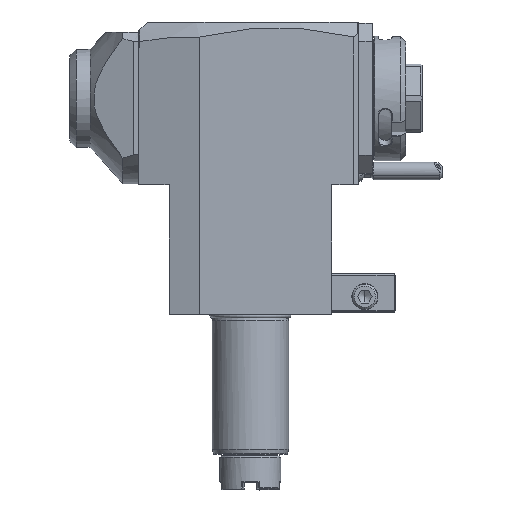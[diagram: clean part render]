
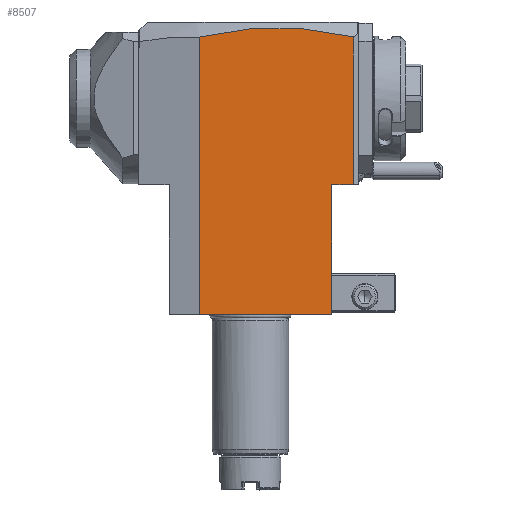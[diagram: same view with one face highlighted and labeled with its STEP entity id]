
A CAD part, top view. The second image highlights one B-rep face of the part: STEP entity #8507.
In plain terms, the highlighted planar face has unit normal (0, 0, 1).
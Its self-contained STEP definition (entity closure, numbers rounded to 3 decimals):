
#1=DIRECTION('',(-1.,0.,0.));
#2=VECTOR('',#1,52.);
#3=CARTESIAN_POINT('',(32.,0.,32.));
#4=LINE('',#3,#2);
#155=DIRECTION('',(-1.,0.,0.));
#156=VECTOR('',#155,8.5);
#157=CARTESIAN_POINT('',(40.5,51.,32.));
#158=LINE('',#157,#156);
#159=CARTESIAN_POINT('',(40.5,109.133,32.));
#160=CARTESIAN_POINT('',(35.458,110.345,32.));
#161=CARTESIAN_POINT('',(25.373,112.145,32.));
#162=CARTESIAN_POINT('',(10.247,113.032,32.));
#163=CARTESIAN_POINT('',(-4.877,112.124,32.));
#164=CARTESIAN_POINT('',(-14.959,110.311,32.));
#165=CARTESIAN_POINT('',(-20.,109.092,32.));
#171=DIRECTION('',(0.,1.,0.));
#172=VECTOR('',#171,58.133);
#173=CARTESIAN_POINT('',(40.5,51.,32.));
#174=LINE('',#173,#172);
#398=DIRECTION('',(0.,-1.,0.));
#399=VECTOR('',#398,109.092);
#400=CARTESIAN_POINT('',(-20.,109.092,32.));
#401=LINE('',#400,#399);
#1067=DIRECTION('',(0.,1.,0.));
#1068=VECTOR('',#1067,51.);
#1069=CARTESIAN_POINT('',(32.,0.,32.));
#1070=LINE('',#1069,#1068);
#7875=VERTEX_POINT('',#159);
#7876=VERTEX_POINT('',#165);
#8249=CARTESIAN_POINT('',(40.5,51.,32.));
#8250=VERTEX_POINT('',#8249);
#8255=CARTESIAN_POINT('',(32.,0.,32.));
#8256=CARTESIAN_POINT('',(-20.,0.,32.));
#8257=VERTEX_POINT('',#8255);
#8258=VERTEX_POINT('',#8256);
#8455=CARTESIAN_POINT('',(32.,51.,32.));
#8456=VERTEX_POINT('',#8455);
#8489=CARTESIAN_POINT('',(-35.103,51.,32.));
#8490=DIRECTION('',(0.,0.,1.));
#8491=DIRECTION('',(1.,0.,0.));
#8492=AXIS2_PLACEMENT_3D('',#8489,#8490,#8491);
#8493=PLANE('',#8492);
#8495=ORIENTED_EDGE('',*,*,#8494,.F.);
#8497=ORIENTED_EDGE('',*,*,#8496,.T.);
#8499=ORIENTED_EDGE('',*,*,#8498,.F.);
#8500=ORIENTED_EDGE('',*,*,#8462,.T.);
#8502=ORIENTED_EDGE('',*,*,#8501,.F.);
#8504=ORIENTED_EDGE('',*,*,#8503,.F.);
#8505=EDGE_LOOP('',(#8495,#8497,#8499,#8500,#8502,#8504));
#8506=FACE_OUTER_BOUND('',#8505,.F.);
#166=B_SPLINE_CURVE_WITH_KNOTS('',3,(#159,#160,#161,#162,#163,#164,#165),
.UNSPECIFIED.,.F.,.F.,(4,1,1,1,4),(0.,0.25,0.5,0.75,1.),
.UNSPECIFIED.);
#8462=EDGE_CURVE('',#8257,#8258,#4,.T.);
#8494=EDGE_CURVE('',#8250,#7875,#174,.T.);
#8496=EDGE_CURVE('',#8250,#8456,#158,.T.);
#8498=EDGE_CURVE('',#8257,#8456,#1070,.T.);
#8501=EDGE_CURVE('',#7876,#8258,#401,.T.);
#8503=EDGE_CURVE('',#7875,#7876,#166,.T.);
#8507=ADVANCED_FACE('',(#8506),#8493,.T.);
